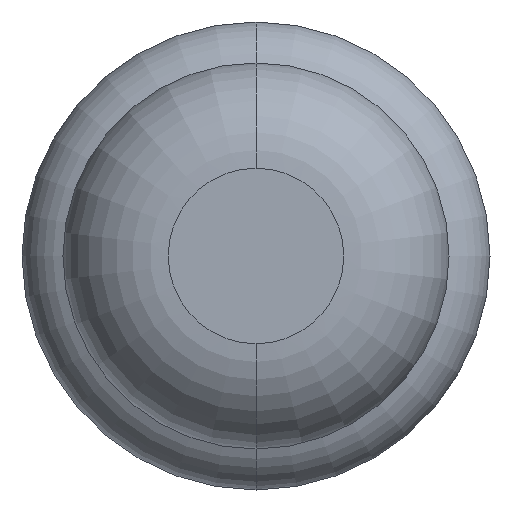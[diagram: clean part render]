
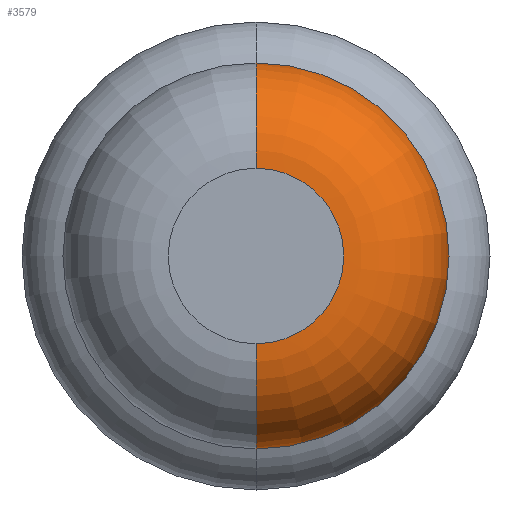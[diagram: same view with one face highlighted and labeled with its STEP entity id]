
A CAD part, front view. The second image highlights one B-rep face of the part: STEP entity #3579.
In plain terms, the highlighted toroidal (fillet/blend) face has major radius 0.375 mm and minor radius 0.45 mm.
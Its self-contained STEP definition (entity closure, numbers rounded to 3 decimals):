
#45 = CARTESIAN_POINT ( 'NONE',  ( 0., -30.4, -0.375 ) ) ;
#83 = DIRECTION ( 'NONE',  ( 0., 0., 1. ) ) ;
#177 = CARTESIAN_POINT ( 'NONE',  ( 0., -29.95, -0.825 ) ) ;
#189 = ORIENTED_EDGE ( 'NONE', *, *, #869, .T. ) ;
#318 = FACE_OUTER_BOUND ( 'NONE', #3092, .T. ) ;
#391 = CARTESIAN_POINT ( 'NONE',  ( 0., -29.95, 0. ) ) ;
#466 = AXIS2_PLACEMENT_3D ( 'NONE', #391, #1988, #83 ) ;
#709 = CIRCLE ( 'NONE', #2113, 0.45 ) ;
#869 = EDGE_CURVE ( 'Defeature ausgef�hrt1_6+Defeature ausgef�hrt1_5+Defeature ausgef�hrt1_5+Defeature ausgef�hrt1_5', #3296, #3835, #1789, .T. ) ;
#1262 = CARTESIAN_POINT ( 'NONE',  ( 0., -29.95, 0.825 ) ) ;
#1301 = CARTESIAN_POINT ( 'NONE',  ( 0., -30.4, 0. ) ) ;
#1316 = DIRECTION ( 'NONE',  ( 0., 0., 1. ) ) ;
#1335 = DIRECTION ( 'NONE',  ( 0., 0., -1. ) ) ;
#1519 = DIRECTION ( 'NONE',  ( 0., 0., 1. ) ) ;
#1575 = DIRECTION ( 'NONE',  ( 1., 0., 0. ) ) ;
#1740 = DIRECTION ( 'NONE',  ( -1., 0., 0. ) ) ;
#1747 = VERTEX_POINT ( 'NONE', #177 ) ;
#1789 = CIRCLE ( 'NONE', #3829, 0.375 ) ;
#1812 = CIRCLE ( 'NONE', #2942, 0.825 ) ;
#1821 = VERTEX_POINT ( 'NONE', #1262 ) ;
#1854 = EDGE_CURVE ( 'NONE', #3835, #1747, #709, .T. ) ;
#1988 = DIRECTION ( 'NONE',  ( 0., 1., 0. ) ) ;
#2113 = AXIS2_PLACEMENT_3D ( 'NONE', #2140, #1575, #1335 ) ;
#2137 = ORIENTED_EDGE ( 'NONE', *, *, #2907, .F. ) ;
#2140 = CARTESIAN_POINT ( 'NONE',  ( 0., -29.95, -0.375 ) ) ;
#2193 = AXIS2_PLACEMENT_3D ( 'NONE', #3015, #1740, #3929 ) ;
#2254 = CIRCLE ( 'NONE', #2193, 0.45 ) ;
#2453 = CARTESIAN_POINT ( 'NONE',  ( 0., -29.95, 0. ) ) ;
#2886 = TOROIDAL_SURFACE ( 'NONE', #466, 0.375, 0.45 ) ;
#2907 = EDGE_CURVE ( 'NONE', #3296, #1821, #2254, .T. ) ;
#2942 = AXIS2_PLACEMENT_3D ( 'NONE', #2453, #3412, #1519 ) ;
#2979 = ORIENTED_EDGE ( 'NONE', *, *, #3360, .F. ) ;
#3015 = CARTESIAN_POINT ( 'NONE',  ( 0., -29.95, 0.375 ) ) ;
#3092 = EDGE_LOOP ( 'NONE', ( #189, #3495, #2979, #2137 ) ) ;
#3234 = CARTESIAN_POINT ( 'NONE',  ( 0., -30.4, 0.375 ) ) ;
#3296 = VERTEX_POINT ( 'NONE', #3234 ) ;
#3360 = EDGE_CURVE ( 'Defeature ausgef�hrt1_7+Defeature ausgef�hrt1_6+Defeature ausgef�hrt1_6+Defeature ausgef�hrt1_6', #1821, #1747, #1812, .T. ) ;
#3412 = DIRECTION ( 'NONE',  ( 0., 1., 0. ) ) ;
#3495 = ORIENTED_EDGE ( 'NONE', *, *, #1854, .T. ) ;
#3501 = DIRECTION ( 'NONE',  ( 0., 1., 0. ) ) ;
#3579 = ADVANCED_FACE ( 'Defeature ausgef�hrt1_6', ( #318 ), #2886, .T. ) ;
#3829 = AXIS2_PLACEMENT_3D ( 'NONE', #1301, #3501, #1316 ) ;
#3835 = VERTEX_POINT ( 'NONE', #45 ) ;
#3929 = DIRECTION ( 'NONE',  ( 0., 0., 1. ) ) ;
